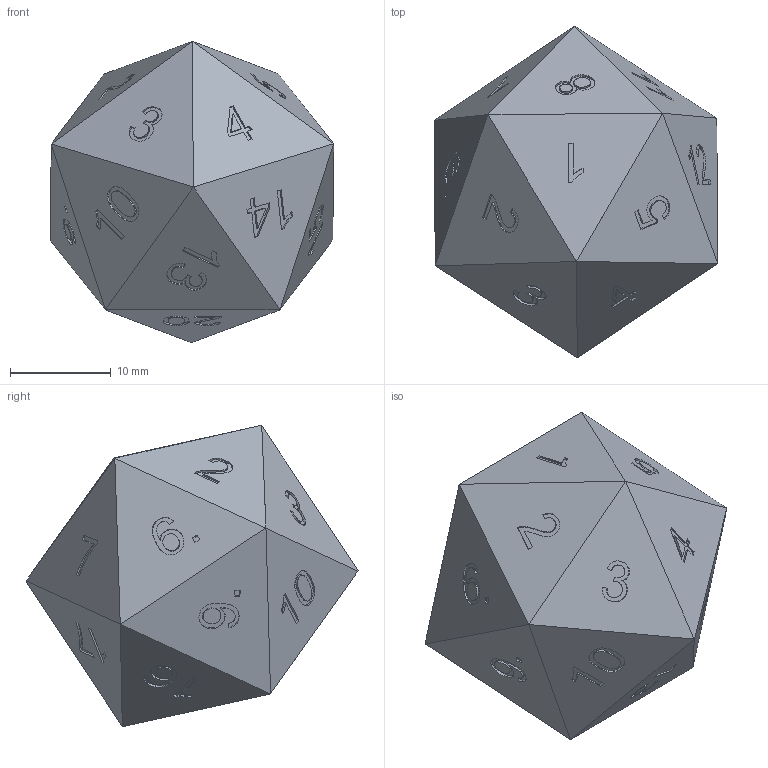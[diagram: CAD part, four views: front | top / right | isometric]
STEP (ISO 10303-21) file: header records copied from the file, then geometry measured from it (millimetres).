
FILE_DESCRIPTION(('HOOPS Exchange Step'),'2;1');
FILE_NAME('temp_export','2024-08-19T17:22:54+08:00',('sharma21'),('Shapr3D Limited'),'HOOPS Exchange 2024.2','Shapr3D','Authorized');
FILE_SCHEMA( ('AP242_MANAGED_MODEL_BASED_3D_ENGINEERING_MIM_LF {1 0 10303 442 1 1 4 }') );
Length unit declared in the file: millimetre
Products named in the file (1): root
Bounding box: 28.13 x 32.93 x 29.9 mm (x, y, z)
Volume: 11314.1 mm3; surface area: 9979.5 mm2
Topology: 20 solids, 20 shells, 371 faces, 858 edges, 572 vertices
Faces by surface type: plane 267, bspline 104
Entity records: 14677 total; most frequent: CARTESIAN_POINT 6899, ORIENTED_EDGE 1716, DIRECTION 1188, EDGE_CURVE 858, VECTOR 650, LINE 650, VERTEX_POINT 572, EDGE_LOOP 416
